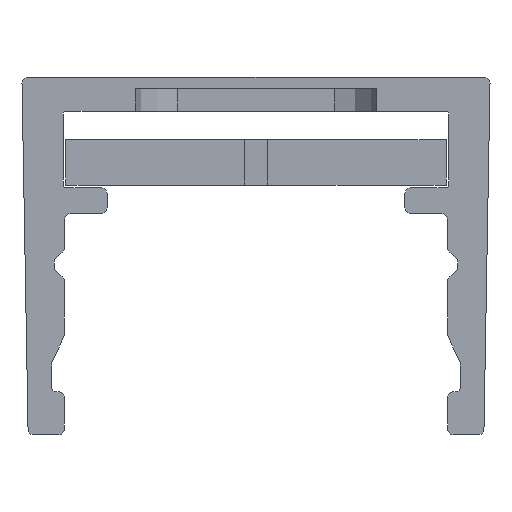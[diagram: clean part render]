
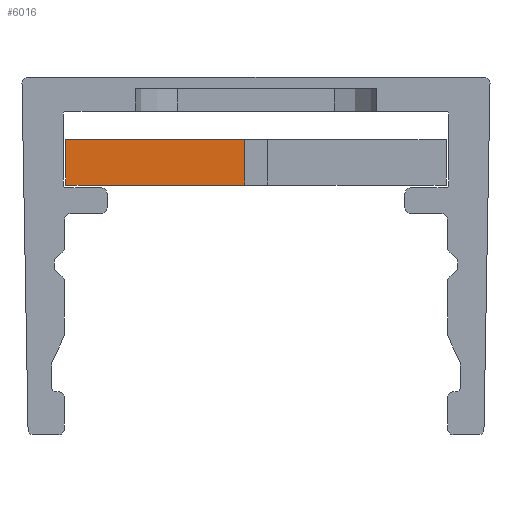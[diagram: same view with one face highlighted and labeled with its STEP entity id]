
A CAD part, front view. The second image highlights one B-rep face of the part: STEP entity #6016.
In plain terms, the highlighted planar face has unit normal (0, -1, 0).
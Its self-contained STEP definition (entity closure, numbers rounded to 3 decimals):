
#118=PLANE('',#6453);
#383=FACE_OUTER_BOUND('',#683,.T.);
#683=EDGE_LOOP('',(#4599,#4600,#4601,#4602,#4603,#4604));
#1104=LINE('',#9029,#1784);
#1124=LINE('',#9068,#1804);
#1146=LINE('',#9124,#1826);
#1147=LINE('',#9126,#1827);
#1148=LINE('',#9128,#1828);
#1149=LINE('',#9129,#1829);
#1784=VECTOR('',#7404,10.);
#1804=VECTOR('',#7440,10.);
#1826=VECTOR('',#7494,10.);
#1827=VECTOR('',#7495,10.);
#1828=VECTOR('',#7496,10.);
#1829=VECTOR('',#7497,10.);
#2633=VERTEX_POINT('',#9026);
#2634=VERTEX_POINT('',#9028);
#2645=VERTEX_POINT('',#9066);
#2663=VERTEX_POINT('',#9123);
#2664=VERTEX_POINT('',#9125);
#2665=VERTEX_POINT('',#9127);
#3322=EDGE_CURVE('',#2634,#2633,#1104,.T.);
#3342=EDGE_CURVE('',#2633,#2645,#1124,.T.);
#3370=EDGE_CURVE('',#2645,#2663,#1146,.T.);
#3371=EDGE_CURVE('',#2663,#2664,#1147,.T.);
#3372=EDGE_CURVE('',#2664,#2665,#1148,.T.);
#3373=EDGE_CURVE('',#2665,#2634,#1149,.T.);
#4599=ORIENTED_EDGE('',*,*,#3342,.T.);
#4600=ORIENTED_EDGE('',*,*,#3370,.T.);
#4601=ORIENTED_EDGE('',*,*,#3371,.T.);
#4602=ORIENTED_EDGE('',*,*,#3372,.T.);
#4603=ORIENTED_EDGE('',*,*,#3373,.T.);
#4604=ORIENTED_EDGE('',*,*,#3322,.T.);
#6016=ADVANCED_FACE('',(#383),#118,.T.);
#6453=AXIS2_PLACEMENT_3D('',#9122,#7492,#7493);
#7404=DIRECTION('',(1.,0.,0.));
#7440=DIRECTION('',(0.,0.,1.));
#7492=DIRECTION('center_axis',(0.,-1.,0.));
#7493=DIRECTION('ref_axis',(-1.,0.,0.));
#7494=DIRECTION('',(-1.,0.,0.));
#7495=DIRECTION('',(0.,0.,-1.));
#7496=DIRECTION('',(1.,0.,0.));
#7497=DIRECTION('',(0.,0.,1.));
#9026=CARTESIAN_POINT('',(-0.4,-1198.4,-3.799));
#9028=CARTESIAN_POINT('',(-4.1,-1198.4,-3.799));
#9029=CARTESIAN_POINT('',(-4.45,-1198.4,-3.799));
#9066=CARTESIAN_POINT('',(-0.4,-1198.4,-2.2));
#9068=CARTESIAN_POINT('',(-0.4,-1198.4,-3.));
#9122=CARTESIAN_POINT('Origin',(-6.7,-1198.4,-2.2));
#9123=CARTESIAN_POINT('',(-6.7,-1198.4,-2.2));
#9124=CARTESIAN_POINT('',(6.7,-1198.4,-2.2));
#9125=CARTESIAN_POINT('',(-6.7,-1198.4,-3.8));
#9126=CARTESIAN_POINT('',(-6.7,-1198.4,-2.2));
#9127=CARTESIAN_POINT('',(-4.1,-1198.4,-3.8));
#9128=CARTESIAN_POINT('',(6.7,-1198.4,-3.8));
#9129=CARTESIAN_POINT('',(-4.1,-1198.4,-3.));
